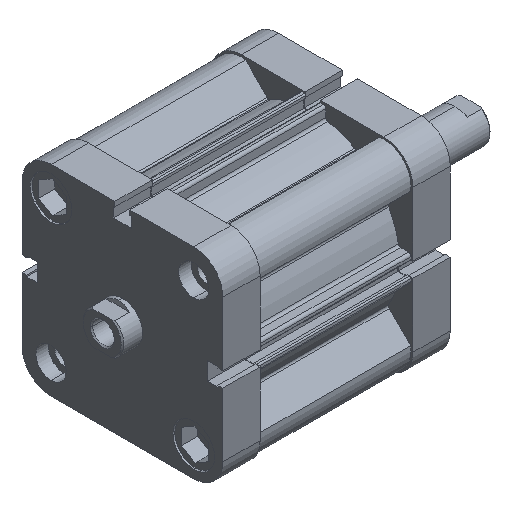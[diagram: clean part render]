
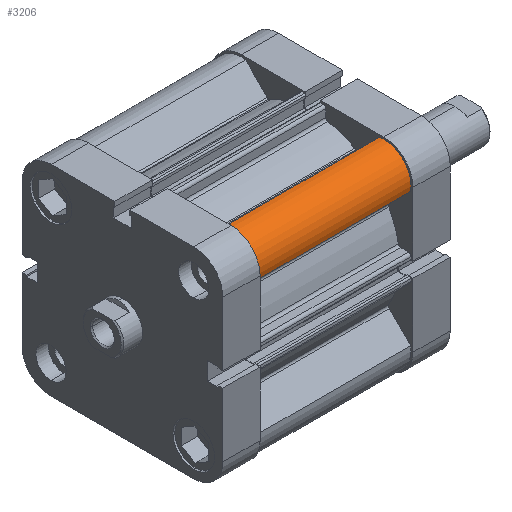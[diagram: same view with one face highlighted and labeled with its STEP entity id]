
A CAD part, isometric view. The second image highlights one B-rep face of the part: STEP entity #3206.
In plain terms, the highlighted cylindrical face has radius 10.75 mm (diameter 21.5 mm), a partial arc.
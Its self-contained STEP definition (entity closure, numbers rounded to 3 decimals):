
#305 = CYLINDRICAL_SURFACE ( 'NONE', #4076, 10.75 ) ;
#308 = FACE_OUTER_BOUND ( 'NONE', #2132, .T. ) ;
#752 = CIRCLE ( 'NONE', #5520, 10.75 ) ;
#866 = CIRCLE ( 'NONE', #5550, 10.75 ) ;
#1479 = ORIENTED_EDGE ( 'NONE', *, *, #3665, .T. ) ;
#1480 = ORIENTED_EDGE ( 'NONE', *, *, #3496, .F. ) ;
#1481 = ORIENTED_EDGE ( 'NONE', *, *, #3675, .F. ) ;
#1482 = ORIENTED_EDGE ( 'NONE', *, *, #3429, .T. ) ;
#2132 = EDGE_LOOP ( 'NONE', ( #1482, #1481, #1480, #1479 ) ) ;
#2523 = CARTESIAN_POINT ( 'NONE',  ( 38.853, -26.479, 0. ) ) ;
#2566 = CARTESIAN_POINT ( 'NONE',  ( 26.479, -38.853, 0. ) ) ;
#2724 = CARTESIAN_POINT ( 'NONE',  ( 26.479, -38.853, 60.5 ) ) ;
#2752 = VERTEX_POINT ( 'NONE', #2769 ) ;
#2766 = VERTEX_POINT ( 'NONE', #2724 ) ;
#2769 = CARTESIAN_POINT ( 'NONE',  ( 38.853, -26.479, 60.5 ) ) ;
#2925 = VERTEX_POINT ( 'NONE', #2523 ) ;
#2926 = VERTEX_POINT ( 'NONE', #2566 ) ;
#3206 = ADVANCED_FACE ( 'NONE', ( #308 ), #305, .T. ) ;
#3429 = EDGE_CURVE ( 'NONE', #2926, #2925, #752, .T. ) ;
#3496 = EDGE_CURVE ( 'NONE', #2766, #2752, #866, .T. ) ;
#3665 = EDGE_CURVE ( 'NONE', #2766, #2926, #6301, .T. ) ;
#3675 = EDGE_CURVE ( 'NONE', #2752, #2925, #6324, .T. ) ;
#4076 = AXIS2_PLACEMENT_3D ( 'NONE', #6037, #6047, #6046 ) ;
#4825 = CARTESIAN_POINT ( 'NONE',  ( 28.25, -28.25, 0. ) ) ;
#4831 = DIRECTION ( 'NONE',  ( 0., 0., 1. ) ) ;
#4832 = DIRECTION ( 'NONE',  ( -1., 0., 0. ) ) ;
#4987 = CARTESIAN_POINT ( 'NONE',  ( 28.25, -28.25, 60.5 ) ) ;
#4996 = DIRECTION ( 'NONE',  ( 0., 0., 1. ) ) ;
#4997 = DIRECTION ( 'NONE',  ( -1., 0., 0. ) ) ;
#5399 = CARTESIAN_POINT ( 'NONE',  ( 26.479, -38.853, 60.5 ) ) ;
#5400 = DIRECTION ( 'NONE',  ( 0., 0., -1. ) ) ;
#5419 = CARTESIAN_POINT ( 'NONE',  ( 38.853, -26.479, 60.5 ) ) ;
#5420 = DIRECTION ( 'NONE',  ( 0., 0., -1. ) ) ;
#5520 = AXIS2_PLACEMENT_3D ( 'NONE', #4825, #4831, #4832 ) ;
#5550 = AXIS2_PLACEMENT_3D ( 'NONE', #4987, #4996, #4997 ) ;
#6037 = CARTESIAN_POINT ( 'NONE',  ( 28.25, -28.25, 60.5 ) ) ;
#6046 = DIRECTION ( 'NONE',  ( -1., 0., 0. ) ) ;
#6047 = DIRECTION ( 'NONE',  ( 0., 0., -1. ) ) ;
#6301 = LINE ( 'NONE', #5399, #6304 ) ;
#6304 = VECTOR ( 'NONE', #5400, 1000. ) ;
#6324 = LINE ( 'NONE', #5419, #6325 ) ;
#6325 = VECTOR ( 'NONE', #5420, 1000. ) ;
